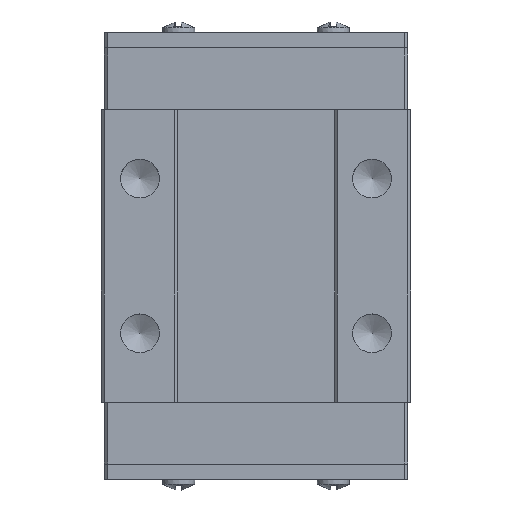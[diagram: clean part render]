
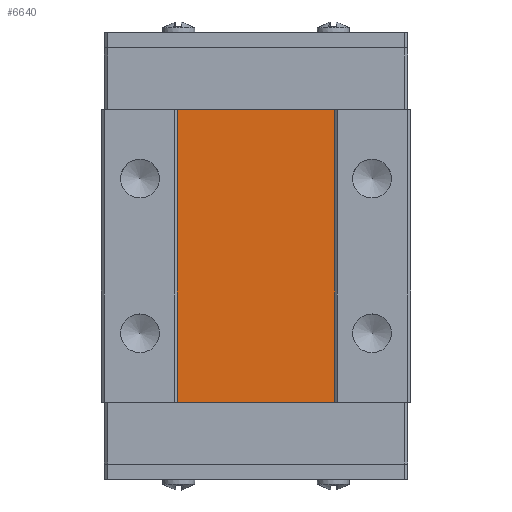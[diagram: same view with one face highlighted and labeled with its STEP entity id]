
A CAD part, top view. The second image highlights one B-rep face of the part: STEP entity #6640.
In plain terms, the highlighted planar face has unit normal (0, 0, 1).
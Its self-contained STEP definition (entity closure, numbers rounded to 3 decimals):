
#312=PLANE('',#7035);
#656=FACE_OUTER_BOUND('',#1002,.T.);
#1002=EDGE_LOOP('',(#5143,#5144,#5145,#5146));
#1346=LINE('',#9418,#2026);
#1348=LINE('',#9423,#2028);
#1574=LINE('',#10418,#2254);
#1575=LINE('',#10419,#2255);
#2026=VECTOR('',#7597,18.9);
#2028=VECTOR('',#7601,18.9);
#2254=VECTOR('',#8165,10.2);
#2255=VECTOR('',#8166,10.2);
#2879=VERTEX_POINT('',#9415);
#2880=VERTEX_POINT('',#9417);
#2881=VERTEX_POINT('',#9421);
#2882=VERTEX_POINT('',#9422);
#3512=EDGE_CURVE('',#2879,#2880,#1346,.F.);
#3514=EDGE_CURVE('',#2881,#2882,#1348,.T.);
#3854=EDGE_CURVE('',#2879,#2882,#1574,.F.);
#3855=EDGE_CURVE('',#2880,#2881,#1575,.F.);
#5143=ORIENTED_EDGE('',*,*,#3512,.F.);
#5144=ORIENTED_EDGE('',*,*,#3854,.T.);
#5145=ORIENTED_EDGE('',*,*,#3514,.F.);
#5146=ORIENTED_EDGE('',*,*,#3855,.F.);
#6640=ADVANCED_FACE('',(#656),#312,.F.);
#7035=AXIS2_PLACEMENT_3D('',#10417,#8163,#8164);
#7597=DIRECTION('',(0.,1.,0.));
#7601=DIRECTION('',(0.,1.,0.));
#8163=DIRECTION('center_axis',(0.,0.,-1.));
#8164=DIRECTION('ref_axis',(-1.,0.,0.));
#8165=DIRECTION('',(1.,0.,0.));
#8166=DIRECTION('',(1.,0.,0.));
#9415=CARTESIAN_POINT('',(5.1,23.95,9.85));
#9417=CARTESIAN_POINT('',(5.1,5.05,9.85));
#9418=CARTESIAN_POINT('',(5.1,5.05,9.85));
#9421=CARTESIAN_POINT('',(-5.1,5.05,9.85));
#9422=CARTESIAN_POINT('',(-5.1,23.95,9.85));
#9423=CARTESIAN_POINT('',(-5.1,5.05,9.85));
#10417=CARTESIAN_POINT('Origin',(5.1,33.4,9.85));
#10418=CARTESIAN_POINT('',(-5.1,23.95,9.85));
#10419=CARTESIAN_POINT('',(-5.1,5.05,9.85));
